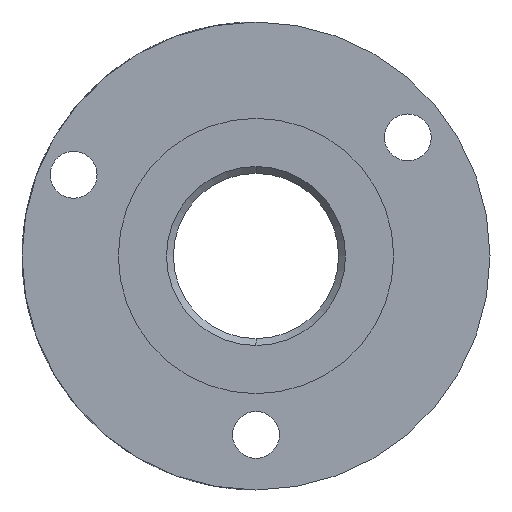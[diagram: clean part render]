
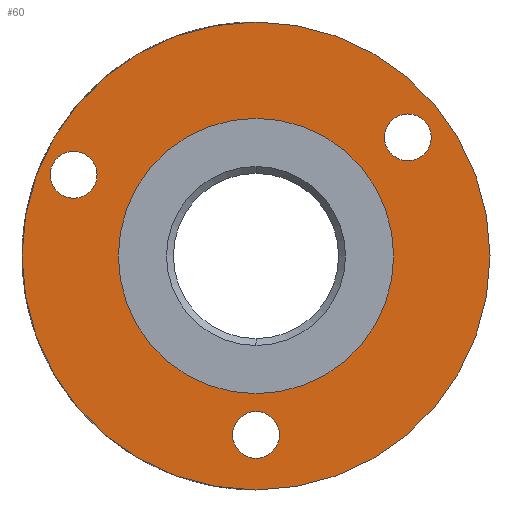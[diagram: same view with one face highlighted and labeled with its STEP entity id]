
A CAD part, left-side view. The second image highlights one B-rep face of the part: STEP entity #60.
In plain terms, the highlighted planar face has unit normal (-1, 0, 0).
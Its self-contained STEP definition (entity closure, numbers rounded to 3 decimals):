
#1 = DIRECTION ( 'NONE',  ( 1., 0., 0. ) ) ;
#3 = CIRCLE ( 'NONE', #25, 10. ) ;
#4 = AXIS2_PLACEMENT_3D ( 'NONE', #498, #1, #638 ) ;
#11 = DIRECTION ( 'NONE',  ( 0., 0., -1. ) ) ;
#25 = AXIS2_PLACEMENT_3D ( 'NONE', #582, #135, #268 ) ;
#26 = AXIS2_PLACEMENT_3D ( 'NONE', #476, #725, #161 ) ;
#32 = EDGE_LOOP ( 'NONE', ( #652, #647 ) ) ;
#60 = ADVANCED_FACE ( 'NONE', ( #591, #532, #723, #787, #658 ), #90, .F. ) ;
#63 = ORIENTED_EDGE ( 'NONE', *, *, #264, .T. ) ;
#69 = CIRCLE ( 'NONE', #745, 10. ) ;
#75 = EDGE_CURVE ( 'NONE', #266, #238, #312, .T. ) ;
#77 = EDGE_LOOP ( 'NONE', ( #640, #546 ) ) ;
#81 = AXIS2_PLACEMENT_3D ( 'NONE', #736, #232, #294 ) ;
#90 = PLANE ( 'NONE',  #81 ) ;
#97 = CARTESIAN_POINT ( 'NONE',  ( 0., 0., 0. ) ) ;
#119 = CIRCLE ( 'NONE', #366, 1.7 ) ;
#123 = VERTEX_POINT ( 'NONE', #166 ) ;
#128 = ORIENTED_EDGE ( 'NONE', *, *, #409, .T. ) ;
#135 = DIRECTION ( 'NONE',  ( 1., 0., 0. ) ) ;
#138 = VERTEX_POINT ( 'NONE', #194 ) ;
#142 = CARTESIAN_POINT ( 'NONE',  ( 0., -11.032, 8.619 ) ) ;
#161 = DIRECTION ( 'NONE',  ( 0., 0., -1. ) ) ;
#166 = CARTESIAN_POINT ( 'NONE',  ( 0., -11.032, 10.319 ) ) ;
#173 = DIRECTION ( 'NONE',  ( 1., 0., 0. ) ) ;
#183 = DIRECTION ( 'NONE',  ( 1., 0., 0. ) ) ;
#194 = CARTESIAN_POINT ( 'NONE',  ( 0., 0., -10. ) ) ;
#195 = EDGE_CURVE ( 'NONE', #138, #349, #3, .T. ) ;
#207 = EDGE_CURVE ( 'NONE', #238, #266, #515, .T. ) ;
#208 = CARTESIAN_POINT ( 'NONE',  ( 0., 0., -13. ) ) ;
#226 = DIRECTION ( 'NONE',  ( 0., 0., -1. ) ) ;
#227 = VERTEX_POINT ( 'NONE', #626 ) ;
#232 = DIRECTION ( 'NONE',  ( 1., 0., 0. ) ) ;
#233 = EDGE_LOOP ( 'NONE', ( #324, #128 ) ) ;
#235 = EDGE_CURVE ( 'NONE', #123, #227, #119, .T. ) ;
#238 = VERTEX_POINT ( 'NONE', #568 ) ;
#259 = CIRCLE ( 'NONE', #4, 1.7 ) ;
#261 = DIRECTION ( 'NONE',  ( 1., 0., 0. ) ) ;
#264 = EDGE_CURVE ( 'NONE', #227, #123, #672, .T. ) ;
#266 = VERTEX_POINT ( 'NONE', #388 ) ;
#268 = DIRECTION ( 'NONE',  ( 0., 0., -1. ) ) ;
#294 = DIRECTION ( 'NONE',  ( 0., 0., -1. ) ) ;
#312 = CIRCLE ( 'NONE', #698, 17. ) ;
#324 = ORIENTED_EDGE ( 'NONE', *, *, #619, .T. ) ;
#328 = CIRCLE ( 'NONE', #531, 1.7 ) ;
#332 = CARTESIAN_POINT ( 'NONE',  ( 0., 0., 0. ) ) ;
#346 = CARTESIAN_POINT ( 'NONE',  ( 0., 0., 10. ) ) ;
#349 = VERTEX_POINT ( 'NONE', #346 ) ;
#350 = AXIS2_PLACEMENT_3D ( 'NONE', #332, #630, #11 ) ;
#366 = AXIS2_PLACEMENT_3D ( 'NONE', #142, #774, #574 ) ;
#368 = CARTESIAN_POINT ( 'NONE',  ( 0., 0., 0. ) ) ;
#385 = EDGE_CURVE ( 'NONE', #519, #446, #434, .T. ) ;
#386 = EDGE_LOOP ( 'NONE', ( #488, #63 ) ) ;
#388 = CARTESIAN_POINT ( 'NONE',  ( 0., 0., 17. ) ) ;
#404 = AXIS2_PLACEMENT_3D ( 'NONE', #564, #261, #763 ) ;
#409 = EDGE_CURVE ( 'NONE', #775, #778, #328, .T. ) ;
#432 = CARTESIAN_POINT ( 'NONE',  ( 0., 0., -14.7 ) ) ;
#434 = CIRCLE ( 'NONE', #637, 1.7 ) ;
#446 = VERTEX_POINT ( 'NONE', #540 ) ;
#461 = DIRECTION ( 'NONE',  ( 0., 0., -1. ) ) ;
#471 = EDGE_CURVE ( 'NONE', #349, #138, #69, .T. ) ;
#476 = CARTESIAN_POINT ( 'NONE',  ( 0., 13.246, 5.898 ) ) ;
#488 = ORIENTED_EDGE ( 'NONE', *, *, #235, .T. ) ;
#498 = CARTESIAN_POINT ( 'NONE',  ( 0., 0., -13. ) ) ;
#515 = CIRCLE ( 'NONE', #350, 17. ) ;
#519 = VERTEX_POINT ( 'NONE', #803 ) ;
#521 = DIRECTION ( 'NONE',  ( 1., 0., 0. ) ) ;
#529 = CARTESIAN_POINT ( 'NONE',  ( 0., 13.246, 5.898 ) ) ;
#531 = AXIS2_PLACEMENT_3D ( 'NONE', #208, #657, #461 ) ;
#532 = FACE_BOUND ( 'NONE', #233, .T. ) ;
#540 = CARTESIAN_POINT ( 'NONE',  ( 0., 13.246, 4.198 ) ) ;
#546 = ORIENTED_EDGE ( 'NONE', *, *, #724, .T. ) ;
#564 = CARTESIAN_POINT ( 'NONE',  ( 0., -11.032, 8.619 ) ) ;
#568 = CARTESIAN_POINT ( 'NONE',  ( 0., 0., -17. ) ) ;
#574 = DIRECTION ( 'NONE',  ( 0., 0., -1. ) ) ;
#582 = CARTESIAN_POINT ( 'NONE',  ( 0., 0., 0. ) ) ;
#591 = FACE_BOUND ( 'NONE', #386, .T. ) ;
#612 = DIRECTION ( 'NONE',  ( 0., 0., -1. ) ) ;
#613 = ORIENTED_EDGE ( 'NONE', *, *, #195, .T. ) ;
#619 = EDGE_CURVE ( 'NONE', #778, #775, #259, .T. ) ;
#626 = CARTESIAN_POINT ( 'NONE',  ( 0., -11.032, 6.919 ) ) ;
#630 = DIRECTION ( 'NONE',  ( 1., 0., 0. ) ) ;
#637 = AXIS2_PLACEMENT_3D ( 'NONE', #529, #521, #777 ) ;
#638 = DIRECTION ( 'NONE',  ( 0., 0., -1. ) ) ;
#640 = ORIENTED_EDGE ( 'NONE', *, *, #385, .T. ) ;
#647 = ORIENTED_EDGE ( 'NONE', *, *, #207, .F. ) ;
#652 = ORIENTED_EDGE ( 'NONE', *, *, #75, .F. ) ;
#657 = DIRECTION ( 'NONE',  ( 1., 0., 0. ) ) ;
#658 = FACE_OUTER_BOUND ( 'NONE', #32, .T. ) ;
#659 = ORIENTED_EDGE ( 'NONE', *, *, #471, .T. ) ;
#672 = CIRCLE ( 'NONE', #404, 1.7 ) ;
#675 = CARTESIAN_POINT ( 'NONE',  ( 0., 0., -11.3 ) ) ;
#698 = AXIS2_PLACEMENT_3D ( 'NONE', #368, #183, #612 ) ;
#723 = FACE_BOUND ( 'NONE', #77, .T. ) ;
#724 = EDGE_CURVE ( 'NONE', #446, #519, #784, .T. ) ;
#725 = DIRECTION ( 'NONE',  ( 1., 0., 0. ) ) ;
#736 = CARTESIAN_POINT ( 'NONE',  ( 0., 0., 0. ) ) ;
#745 = AXIS2_PLACEMENT_3D ( 'NONE', #97, #173, #226 ) ;
#760 = EDGE_LOOP ( 'NONE', ( #613, #659 ) ) ;
#763 = DIRECTION ( 'NONE',  ( 0., 0., -1. ) ) ;
#774 = DIRECTION ( 'NONE',  ( 1., 0., 0. ) ) ;
#775 = VERTEX_POINT ( 'NONE', #432 ) ;
#777 = DIRECTION ( 'NONE',  ( 0., 0., -1. ) ) ;
#778 = VERTEX_POINT ( 'NONE', #675 ) ;
#784 = CIRCLE ( 'NONE', #26, 1.7 ) ;
#787 = FACE_BOUND ( 'NONE', #760, .T. ) ;
#803 = CARTESIAN_POINT ( 'NONE',  ( 0., 13.246, 7.598 ) ) ;
